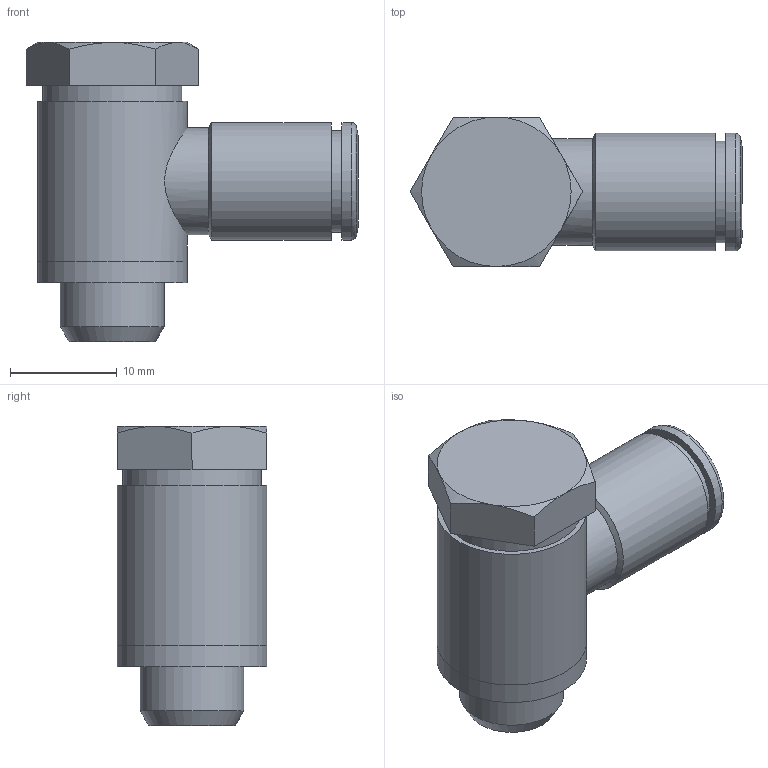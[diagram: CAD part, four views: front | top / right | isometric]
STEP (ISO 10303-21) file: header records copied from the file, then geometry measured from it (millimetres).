
FILE_DESCRIPTION(( 'RV.17.06.18.STP' ), '1');
FILE_NAME( 'RV.17.06.18.STP', '2018-10-09T16:43:27',( 'Sopra'),('sopra-pneumatic.com'), 'SwSTEP 2.0','SolidWorks 2009','' );
FILE_SCHEMA (('AUTOMOTIVE_DESIGN { 1 0 10303 214 1 1 1 1 }'));
Length unit declared in the file: millimetre
Products named in the file (6): Root; DR6-1_NEU; 800032; 14102; R201205-i1; 800042_DTG._1-8_UNV.
Assembly tree (5 placements, depth 2):
  Root
    DR6-1_NEU
    800032
    14102
    R201205-i1
    800042_DTG._1-8_UNV.
Bounding box: 31.08 x 14 x 28 mm (x, y, z)
Volume: 4145.6 mm3; surface area: 4773.3 mm2
Topology: 5 solids, 5 shells, 59 faces, 125 edges, 78 vertices
Faces by surface type: cone 20, plane 20, cylinder 18, torus 1
Full cylindrical faces by diameter (mm): 5 x2, 6.1 x1, 6.2 x1, 8.3 x1, 9 x1, 9.5 x1, 9.6 x1, 9.728 x1, 9.9 x1, 10 x2, 10.2 x1, 11 x2, 13 x1, 14 x2
Entity records: 3531 total; most frequent: CARTESIAN_POINT 1542, DIRECTION 274, PRESENTATION_STYLE_ASSIGNMENT 157, COLOUR_RGB 154, DRAUGHTING_PRE_DEFINED_CURVE_FONT 152, CURVE_STYLE 152, OVER_RIDING_STYLED_ITEM 152, ORIENTED_EDGE 152
